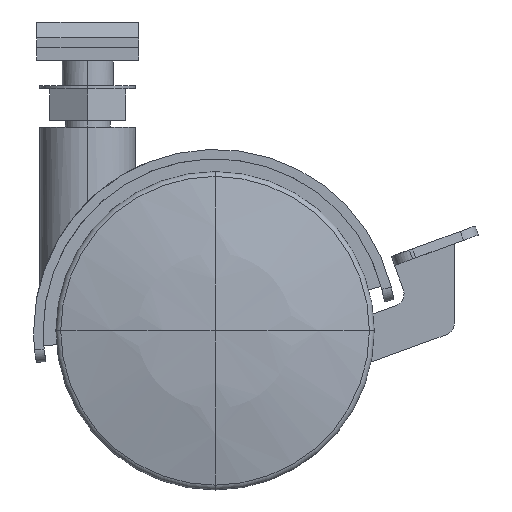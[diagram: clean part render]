
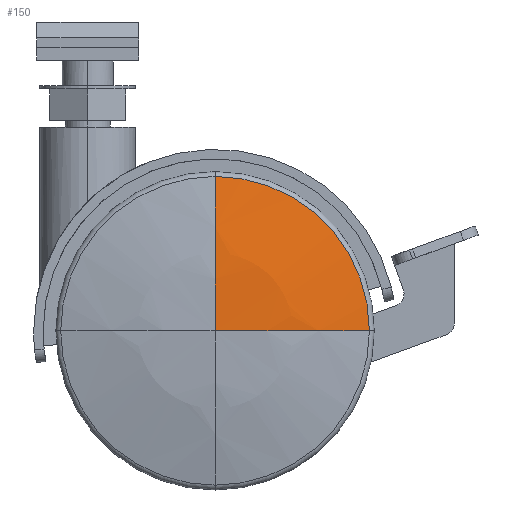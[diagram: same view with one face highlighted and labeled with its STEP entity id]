
A CAD part, front view. The second image highlights one B-rep face of the part: STEP entity #150.
In plain terms, the highlighted spherical face has radius 100 mm.
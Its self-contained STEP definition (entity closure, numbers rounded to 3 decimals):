
#150=ADVANCED_FACE('',(#406),#407,.T.);
#406=FACE_OUTER_BOUND('',#773,.T.);
#407=SPHERICAL_SURFACE('',#774,100.0);
#773=EDGE_LOOP('',(#1158,#1159,#1160));
#774=AXIS2_PLACEMENT_3D('',#1161,#1162,#1163);
#1158=ORIENTED_EDGE('',*,*,#2215,.F.);
#1159=ORIENTED_EDGE('',*,*,#2216,.T.);
#1160=ORIENTED_EDGE('',*,*,#2217,.T.);
#1161=CARTESIAN_POINT('',(20.,74.5,-38.0));
#1162=DIRECTION('',(0.,-1.0,0.));
#1163=DIRECTION('',(1.0,0.,0.0));
#2215=EDGE_CURVE('',#2650,#2651,#2652,.T.);
#2216=EDGE_CURVE('',#2650,#2653,#2654,.F.);
#2217=EDGE_CURVE('',#2653,#2651,#2655,.T.);
#2650=VERTEX_POINT('',#3269);
#2651=VERTEX_POINT('',#3270);
#2652=CIRCLE('',#3271,100.0);
#2653=VERTEX_POINT('',#3272);
#2654=CIRCLE('',#3273,24.242);
#2655=CIRCLE('',#3274,100.0);
#3269=CARTESIAN_POINT('',(44.242,-22.517,-38.0));
#3270=CARTESIAN_POINT('',(20.,-25.5,-38.0));
#3271=AXIS2_PLACEMENT_3D('',#4390,#4391,#4392);
#3272=CARTESIAN_POINT('',(20.,-22.517,-13.758));
#3273=AXIS2_PLACEMENT_3D('',#4393,#4394,#4395);
#3274=AXIS2_PLACEMENT_3D('',#4396,#4397,#4398);
#4390=CARTESIAN_POINT('',(20.,74.5,-38.0));
#4391=DIRECTION('',(0.,0.,-1.0));
#4392=DIRECTION('',(0.,-1.0,0.));
#4393=CARTESIAN_POINT('',(20.,-22.517,-38.0));
#4394=DIRECTION('',(0.,1.0,0.));
#4395=DIRECTION('',(0.0,0.,1.0));
#4396=CARTESIAN_POINT('',(20.,74.5,-38.0));
#4397=DIRECTION('',(1.0,0.,0.0));
#4398=DIRECTION('',(0.,-0.97,0.242));
